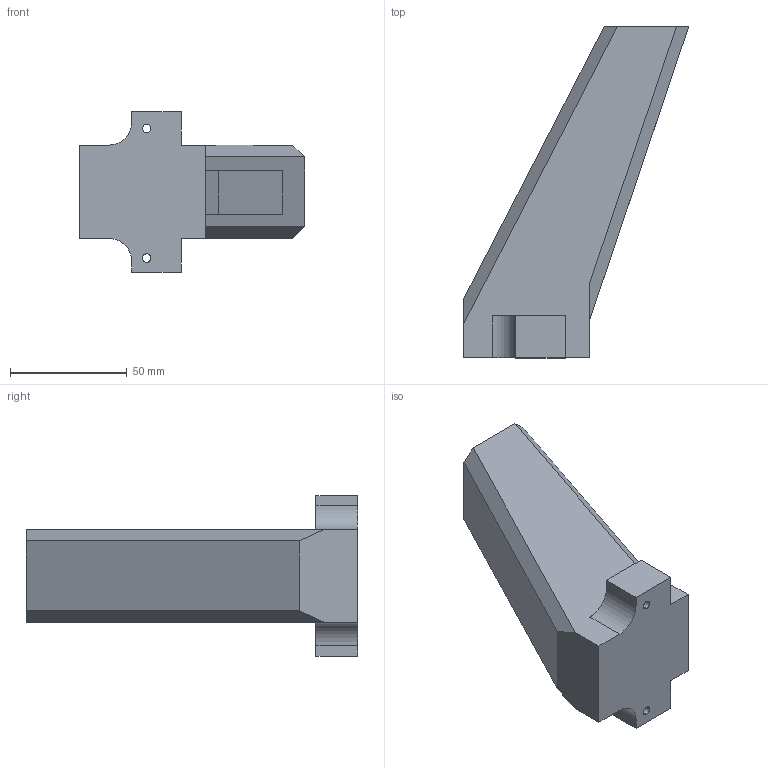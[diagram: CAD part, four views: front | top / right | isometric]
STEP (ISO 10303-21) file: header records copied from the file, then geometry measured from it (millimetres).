
FILE_DESCRIPTION (( 'STEP AP214' ), '1' );
FILE_NAME ('脖子固定.STEP', '2025-01-17T02:59:07', ( '' ), ( '' ), 'SwSTEP 2.0', 'SolidWorks 2020', '' );
FILE_SCHEMA (( 'AUTOMOTIVE_DESIGN' ));
Length unit declared in the file: millimetre
Products named in the file (1): 盛赽嘐隅
Bounding box: 96.73 x 142.32 x 68.82 mm (x, y, z)
Volume: 220681.5 mm3; surface area: 38973 mm2
Topology: 1 solids, 1 shells, 52 faces, 127 edges, 84 vertices
Faces by surface type: plane 32, cylinder 20
Entity records: 1577 total; most frequent: DIRECTION 273, CARTESIAN_POINT 264, ORIENTED_EDGE 254, EDGE_CURVE 127, AXIS2_PLACEMENT_3D 93, LINE 87, VECTOR 87, VERTEX_POINT 84
